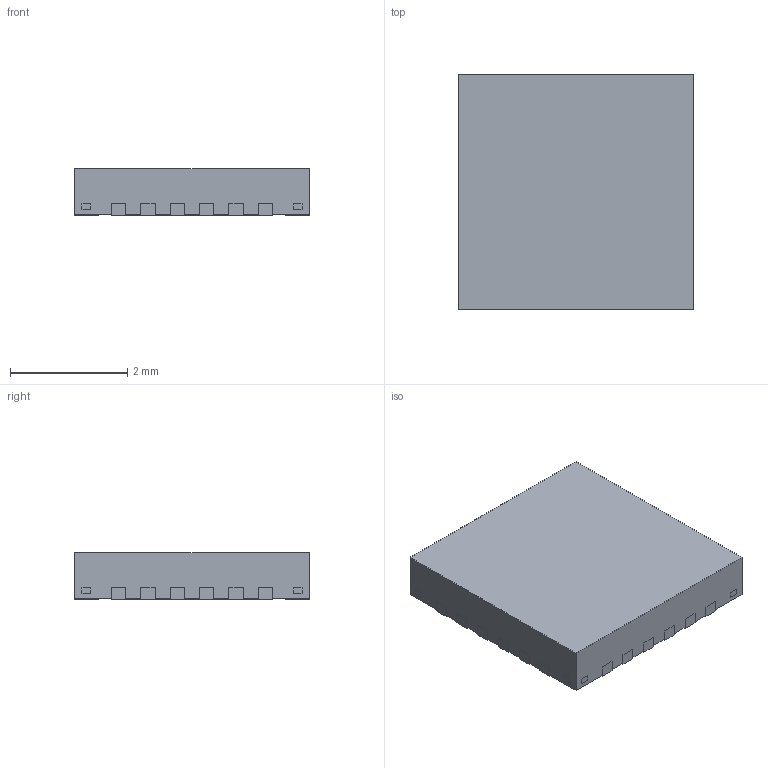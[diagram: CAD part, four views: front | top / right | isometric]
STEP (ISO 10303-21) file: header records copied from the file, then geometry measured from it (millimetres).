
FILE_DESCRIPTION((''),'2;1');
FILE_NAME('RTW0024B_ASM','2019-02-12T10:11:16',('a0412086'),(''),'CREO PARAMETRIC BY PTC INC, 2018020','CREO PARAMETRIC BY PTC INC, 2018020','');
FILE_SCHEMA(('AUTOMOTIVE_DESIGN { 1 0 10303 214 1 1 1 1 }'));
Length unit declared in the file: millimetre
Products named in the file (3): FRAME; BODY; RTW0024B_ASM
Assembly tree (2 placements, depth 2):
  RTW0024B_ASM
    FRAME
    BODY
Bounding box: 4 x 4 x 0.8 mm (x, y, z)
Volume: 12.6 mm3; surface area: 74.7 mm2
Topology: 30 solids, 30 shells, 523 faces, 1386 edges, 924 vertices
Faces by surface type: plane 331, cylinder 192
Entity records: 21122 total; most frequent: CARTESIAN_POINT 2872, DIRECTION 2865, ORIENTED_EDGE 2772, PRESENTATION_STYLE_ASSIGNMENT 1448, STYLED_ITEM 1416, CURVE_STYLE 1386, EDGE_CURVE 1386, VECTOR 1002
